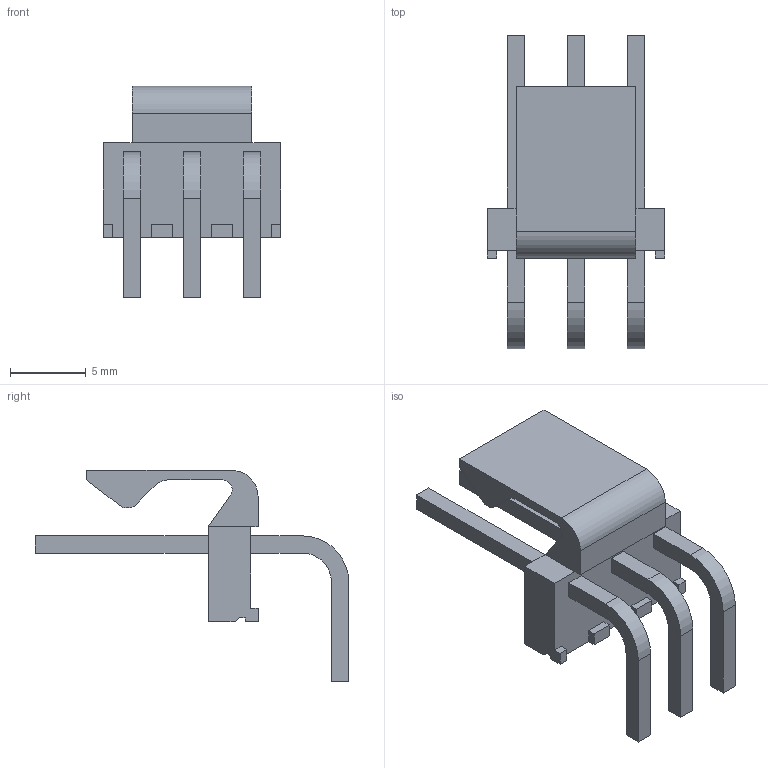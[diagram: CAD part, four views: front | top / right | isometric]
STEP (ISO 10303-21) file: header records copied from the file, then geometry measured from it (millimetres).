
FILE_DESCRIPTION((''),'2;1');
FILE_NAME('MOLEX_26-60-5030.stp','2014-05-19T09:16:23',(''),(''),'Mechanical Desktop 2011','Mechanical Desktop 2011',', , ');
FILE_SCHEMA(('AUTOMOTIVE_DESIGN { 1 2 10303 214 1 1 1 1 }'));
Length unit declared in the file: millimetre
Products named in the file (1): Product
Bounding box: 11.73 x 20.71 x 13.97 mm (x, y, z)
Volume: 455.3 mm3; surface area: 873.7 mm2
Topology: 7 solids, 7 shells, 89 faces, 221 edges, 146 vertices
Faces by surface type: plane 78, cylinder 11
Entity records: 2651 total; most frequent: CARTESIAN_POINT 457, ORIENTED_EDGE 442, DIRECTION 423, EDGE_CURVE 221, VECTOR 199, LINE 199, VERTEX_POINT 146, AXIS2_PLACEMENT_3D 112
